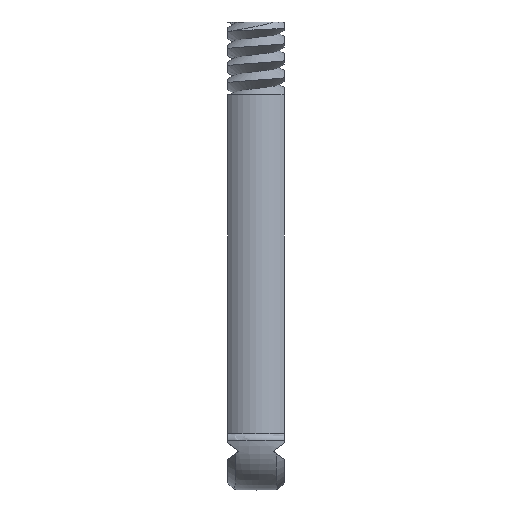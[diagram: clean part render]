
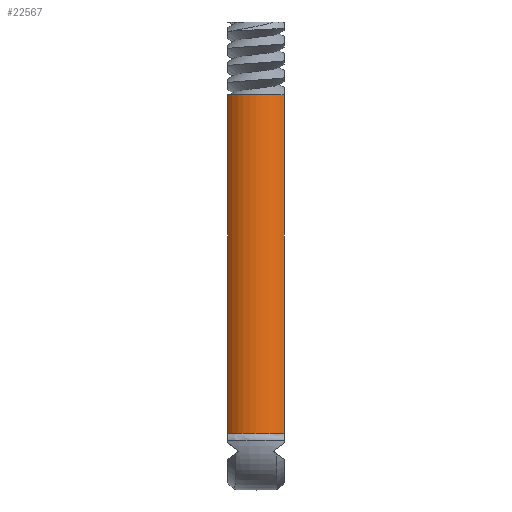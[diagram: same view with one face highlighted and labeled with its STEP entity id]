
A CAD part, left-side view. The second image highlights one B-rep face of the part: STEP entity #22567.
In plain terms, the highlighted cylindrical face has radius 3.35 mm (diameter 6.7 mm), a partial arc.
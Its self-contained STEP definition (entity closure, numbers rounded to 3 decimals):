
#5354 = PLANE('',#5355);
#5355 = AXIS2_PLACEMENT_3D('',#5356,#5357,#5358);
#5356 = CARTESIAN_POINT('',(-12.5,-2.5,200.));
#5357 = DIRECTION('',(0.,1.,0.));
#5358 = DIRECTION('',(-1.,0.,0.));
#6143 = PLANE('',#6144);
#6144 = AXIS2_PLACEMENT_3D('',#6145,#6146,#6147);
#6145 = CARTESIAN_POINT('',(-12.5,2.5,200.));
#6146 = DIRECTION('',(0.,-1.,0.));
#6147 = DIRECTION('',(1.,0.,0.));
#7536 = PLANE('',#7537);
#7537 = AXIS2_PLACEMENT_3D('',#7538,#7539,#7540);
#7538 = CARTESIAN_POINT('',(0.,0.,
    29.85));
#7539 = DIRECTION('',(0.,0.,-1.));
#7540 = DIRECTION('',(1.,0.,0.));
#7846 = VERTEX_POINT('',#7847);
#7847 = CARTESIAN_POINT('',(-2.23,-2.5,29.85));
#7868 = EDGE_CURVE('',#7846,#7869,#7871,.T.);
#7869 = VERTEX_POINT('',#7870);
#7870 = CARTESIAN_POINT('',(-2.23,-2.5,0.));
#7871 = SURFACE_CURVE('',#7872,(#7876,#7883),.PCURVE_S1.);
#7872 = LINE('',#7873,#7874);
#7873 = CARTESIAN_POINT('',(-2.23,-2.5,29.85));
#7874 = VECTOR('',#7875,1.);
#7875 = DIRECTION('',(0.,0.,-1.));
#7876 = PCURVE('',#5354,#7877);
#7877 = DEFINITIONAL_REPRESENTATION('',(#7878),#7882);
#7878 = LINE('',#7879,#7880);
#7879 = CARTESIAN_POINT('',(-10.27,-170.15));
#7880 = VECTOR('',#7881,1.);
#7881 = DIRECTION('',(0.,-1.));
#7882 = ( GEOMETRIC_REPRESENTATION_CONTEXT(2) 
PARAMETRIC_REPRESENTATION_CONTEXT() REPRESENTATION_CONTEXT('2D SPACE',''
  ) );
#7883 = PCURVE('',#7884,#7889);
#7884 = CYLINDRICAL_SURFACE('',#7885,3.35);
#7885 = AXIS2_PLACEMENT_3D('',#7886,#7887,#7888);
#7886 = CARTESIAN_POINT('',(0.,0.,
    29.85));
#7887 = DIRECTION('',(0.,0.,-1.));
#7888 = DIRECTION('',(1.,0.,0.));
#7889 = DEFINITIONAL_REPRESENTATION('',(#7890),#7894);
#7890 = LINE('',#7891,#7892);
#7891 = CARTESIAN_POINT('',(2.299,0.));
#7892 = VECTOR('',#7893,1.);
#7893 = DIRECTION('',(0.,1.));
#7894 = ( GEOMETRIC_REPRESENTATION_CONTEXT(2) 
PARAMETRIC_REPRESENTATION_CONTEXT() REPRESENTATION_CONTEXT('2D SPACE',''
  ) );
#7912 = PLANE('',#7913);
#7913 = AXIS2_PLACEMENT_3D('',#7914,#7915,#7916);
#7914 = CARTESIAN_POINT('',(0.,0.,
    0.));
#7915 = DIRECTION('',(0.,0.,-1.));
#7916 = DIRECTION('',(1.,0.,0.));
#21761 = VERTEX_POINT('',#21762);
#21762 = CARTESIAN_POINT('',(-2.23,2.5,29.85));
#21785 = EDGE_CURVE('',#21761,#21786,#21788,.T.);
#21786 = VERTEX_POINT('',#21787);
#21787 = CARTESIAN_POINT('',(-2.23,2.5,0.));
#21788 = SURFACE_CURVE('',#21789,(#21793,#21800),.PCURVE_S1.);
#21789 = LINE('',#21790,#21791);
#21790 = CARTESIAN_POINT('',(-2.23,2.5,29.85));
#21791 = VECTOR('',#21792,1.);
#21792 = DIRECTION('',(0.,0.,-1.));
#21793 = PCURVE('',#6143,#21794);
#21794 = DEFINITIONAL_REPRESENTATION('',(#21795),#21799);
#21795 = LINE('',#21796,#21797);
#21796 = CARTESIAN_POINT('',(10.27,-170.15));
#21797 = VECTOR('',#21798,1.);
#21798 = DIRECTION('',(0.,-1.));
#21799 = ( GEOMETRIC_REPRESENTATION_CONTEXT(2) 
PARAMETRIC_REPRESENTATION_CONTEXT() REPRESENTATION_CONTEXT('2D SPACE',''
  ) );
#21800 = PCURVE('',#7884,#21801);
#21801 = DEFINITIONAL_REPRESENTATION('',(#21802),#21806);
#21802 = LINE('',#21803,#21804);
#21803 = CARTESIAN_POINT('',(3.984,0.));
#21804 = VECTOR('',#21805,1.);
#21805 = DIRECTION('',(0.,1.));
#21806 = ( GEOMETRIC_REPRESENTATION_CONTEXT(2) 
PARAMETRIC_REPRESENTATION_CONTEXT() REPRESENTATION_CONTEXT('2D SPACE',''
  ) );
#22542 = EDGE_CURVE('',#7846,#21761,#22543,.T.);
#22543 = SURFACE_CURVE('',#22544,(#22549,#22556),.PCURVE_S1.);
#22544 = CIRCLE('',#22545,3.35);
#22545 = AXIS2_PLACEMENT_3D('',#22546,#22547,#22548);
#22546 = CARTESIAN_POINT('',(0.,0.,
    29.85));
#22547 = DIRECTION('',(0.,0.,-1.));
#22548 = DIRECTION('',(1.,0.,0.));
#22549 = PCURVE('',#7536,#22550);
#22550 = DEFINITIONAL_REPRESENTATION('',(#22551),#22555);
#22551 = CIRCLE('',#22552,3.35);
#22552 = AXIS2_PLACEMENT_2D('',#22553,#22554);
#22553 = CARTESIAN_POINT('',(0.,0.));
#22554 = DIRECTION('',(1.,0.));
#22555 = ( GEOMETRIC_REPRESENTATION_CONTEXT(2) 
PARAMETRIC_REPRESENTATION_CONTEXT() REPRESENTATION_CONTEXT('2D SPACE',''
  ) );
#22556 = PCURVE('',#7884,#22557);
#22557 = DEFINITIONAL_REPRESENTATION('',(#22558),#22562);
#22558 = LINE('',#22559,#22560);
#22559 = CARTESIAN_POINT('',(0.,0.));
#22560 = VECTOR('',#22561,1.);
#22561 = DIRECTION('',(1.,0.));
#22562 = ( GEOMETRIC_REPRESENTATION_CONTEXT(2) 
PARAMETRIC_REPRESENTATION_CONTEXT() REPRESENTATION_CONTEXT('2D SPACE',''
  ) );
#22567 = ADVANCED_FACE('',(#22568),#7884,.T.);
#22568 = FACE_BOUND('',#22569,.T.);
#22569 = EDGE_LOOP('',(#22570,#22571,#22572,#22573));
#22570 = ORIENTED_EDGE('',*,*,#7868,.F.);
#22571 = ORIENTED_EDGE('',*,*,#22542,.T.);
#22572 = ORIENTED_EDGE('',*,*,#21785,.T.);
#22573 = ORIENTED_EDGE('',*,*,#22574,.F.);
#22574 = EDGE_CURVE('',#7869,#21786,#22575,.T.);
#22575 = SURFACE_CURVE('',#22576,(#22581,#22588),.PCURVE_S1.);
#22576 = CIRCLE('',#22577,3.35);
#22577 = AXIS2_PLACEMENT_3D('',#22578,#22579,#22580);
#22578 = CARTESIAN_POINT('',(0.,0.,
    0.));
#22579 = DIRECTION('',(0.,0.,-1.));
#22580 = DIRECTION('',(1.,0.,0.));
#22581 = PCURVE('',#7884,#22582);
#22582 = DEFINITIONAL_REPRESENTATION('',(#22583),#22587);
#22583 = LINE('',#22584,#22585);
#22584 = CARTESIAN_POINT('',(0.,29.85));
#22585 = VECTOR('',#22586,1.);
#22586 = DIRECTION('',(1.,0.));
#22587 = ( GEOMETRIC_REPRESENTATION_CONTEXT(2) 
PARAMETRIC_REPRESENTATION_CONTEXT() REPRESENTATION_CONTEXT('2D SPACE',''
  ) );
#22588 = PCURVE('',#7912,#22589);
#22589 = DEFINITIONAL_REPRESENTATION('',(#22590),#22594);
#22590 = CIRCLE('',#22591,3.35);
#22591 = AXIS2_PLACEMENT_2D('',#22592,#22593);
#22592 = CARTESIAN_POINT('',(0.,0.));
#22593 = DIRECTION('',(1.,0.));
#22594 = ( GEOMETRIC_REPRESENTATION_CONTEXT(2) 
PARAMETRIC_REPRESENTATION_CONTEXT() REPRESENTATION_CONTEXT('2D SPACE',''
  ) );
